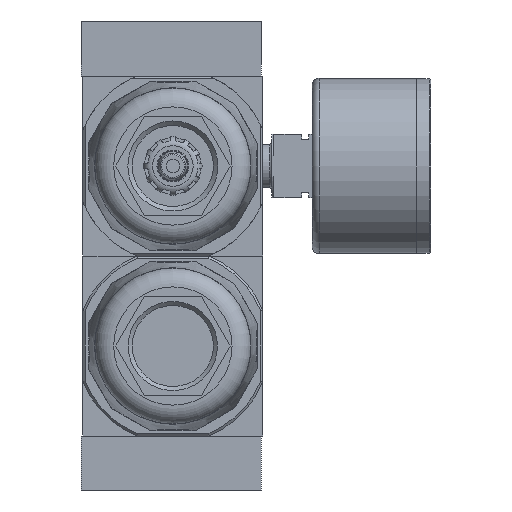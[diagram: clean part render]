
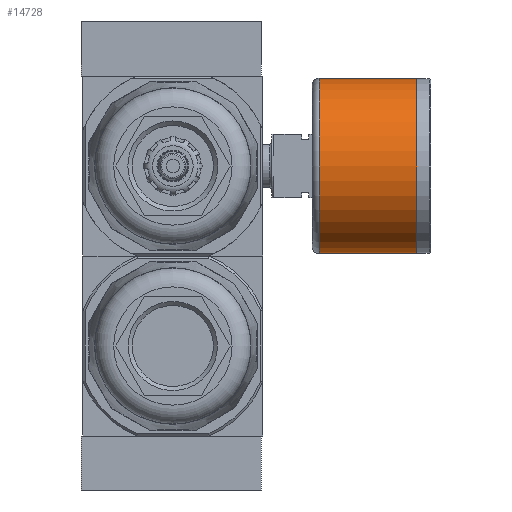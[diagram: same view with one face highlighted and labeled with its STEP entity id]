
A CAD part, front view. The second image highlights one B-rep face of the part: STEP entity #14728.
In plain terms, the highlighted cylindrical face has radius 19.5 mm (diameter 39 mm), a full revolution.
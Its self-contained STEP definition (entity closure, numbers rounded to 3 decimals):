
#747=CYLINDRICAL_SURFACE('',#20281,19.5);
#1321=CIRCLE('',#20280,19.5);
#1322=CIRCLE('',#20282,19.5);
#3730=ORIENTED_EDGE('',*,*,#7043,.F.);
#3731=ORIENTED_EDGE('',*,*,#7044,.T.);
#7043=EDGE_CURVE('',#8899,#8899,#1321,.T.);
#7044=EDGE_CURVE('',#8900,#8900,#1322,.T.);
#8899=VERTEX_POINT('',#28242);
#8900=VERTEX_POINT('',#28245);
#12173=EDGE_LOOP('',(#3730));
#12174=EDGE_LOOP('',(#3731));
#13305=FACE_BOUND('',#12173,.T.);
#13306=FACE_BOUND('',#12174,.T.);
#14728=ADVANCED_FACE('',(#13305,#13306),#747,.T.);
#20280=AXIS2_PLACEMENT_3D('',#28241,#23213,#23214);
#20281=AXIS2_PLACEMENT_3D('',#28243,#23215,#23216);
#20282=AXIS2_PLACEMENT_3D('',#28244,#23217,#23218);
#23213=DIRECTION('',(1.,0.,0.));
#23214=DIRECTION('',(0.,0.,-1.));
#23215=DIRECTION('',(1.,0.,0.));
#23216=DIRECTION('',(0.,0.,-1.));
#23217=DIRECTION('',(1.,0.,0.));
#23218=DIRECTION('',(0.,0.,-1.));
#28241=CARTESIAN_POINT('',(-3.2,0.,0.));
#28242=CARTESIAN_POINT('',(-3.2,0.,-19.5));
#28243=CARTESIAN_POINT('',(0.,0.,0.));
#28244=CARTESIAN_POINT('',(-24.85,0.,0.));
#28245=CARTESIAN_POINT('',(-24.85,0.,-19.5));
